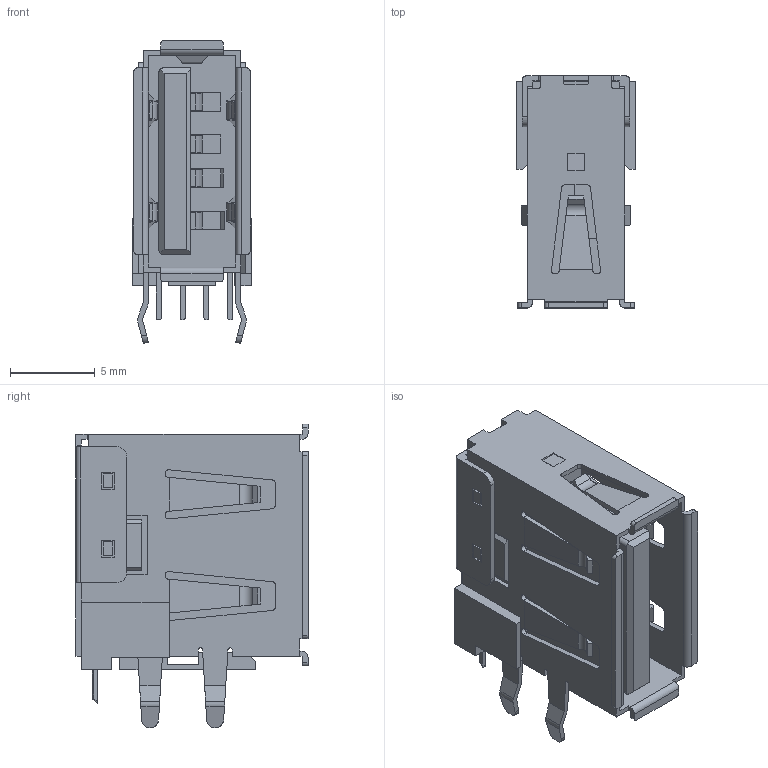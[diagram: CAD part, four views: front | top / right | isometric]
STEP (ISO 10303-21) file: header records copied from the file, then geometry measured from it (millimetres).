
FILE_DESCRIPTION(('FreeCAD Model'),'2;1');
FILE_NAME('USB_A_RECEPTACLE_2.step', '2016-09-30T13:04:42',('Author'),(''), 'Open CASCADE STEP processor 6.8','FreeCAD','Unknown');
FILE_SCHEMA(('AUTOMOTIVE_DESIGN_CC2 { 1 2 10303 214 -1 1 5 4 }'));
Length unit declared in the file: millimetre
Products named in the file (2): ASSEMBLY; USB_A_RECEPTACLE_2
Assembly tree (1 placements, depth 2):
  ASSEMBLY
    USB_A_RECEPTACLE_2
Bounding box: 7 x 13.68 x 17.87 mm (x, y, z)
Volume: 565.4 mm3; surface area: 1572.1 mm2
Topology: 1 solids, 1 shells, 475 faces, 1401 edges, 921 vertices
Faces by surface type: plane 363, cylinder 112
Entity records: 44421 total; most frequent: CARTESIAN_POINT 17441, DIRECTION 4657, LINE 3265, VECTOR 3265, ORIENTED_EDGE 2802, PCURVE 2802, DEFINITIONAL_REPRESENTATION 2802, EDGE_CURVE 1401
